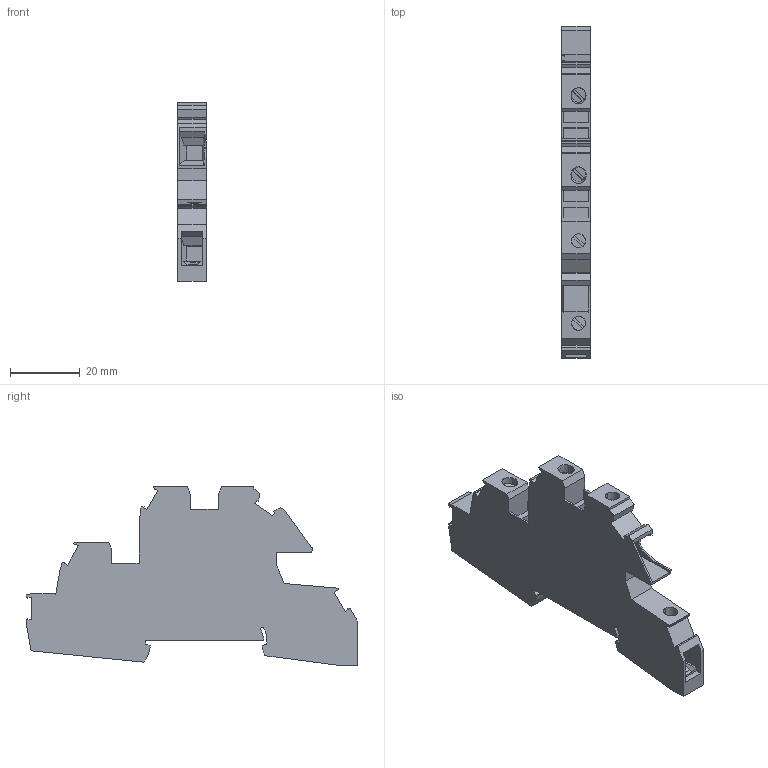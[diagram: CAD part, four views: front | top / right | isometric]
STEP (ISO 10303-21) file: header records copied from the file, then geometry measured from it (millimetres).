
FILE_DESCRIPTION(('Creo Elements/Direct Modeling STEP Export'),'2;1');
FILE_NAME('model.stp','2020-11-02T10:18:06',(''),(''),'Creo Elements/Direct Modeling STEP processor for AP214 (Solid Model)','Creo Elements/Direct Modeling 20.1A 29-Sep-2018 (C) Parametric Technology GmbH','');
FILE_SCHEMA(('AUTOMOTIVE_DESIGN { 1 0 10303 214 1 1 1 1 }'));
Length unit declared in the file: millimetre
Products named in the file (2): UTI_6_L_N-select
Assembly tree (1 placements, depth 2):
  UTI_6_L_N-select
    UTI_6_L_N-select
Bounding box: 8.15 x 95 x 51.15 mm (x, y, z)
Volume: 21563 mm3; surface area: 10843.1 mm2
Topology: 1 solids, 1 shells, 232 faces, 666 edges, 440 vertices
Faces by surface type: plane 211, cylinder 13, bspline 8
Entity records: 10802 total; most frequent: CARTESIAN_POINT 3060, ORIENTED_EDGE 1336, DIRECTION 1037, EDGE_CURVE 668, VECTOR 571, LINE 571, VERTEX_POINT 442, EDGE_LOOP 236
